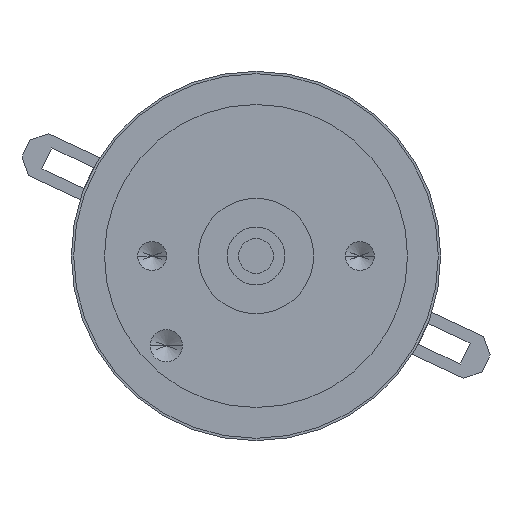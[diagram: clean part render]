
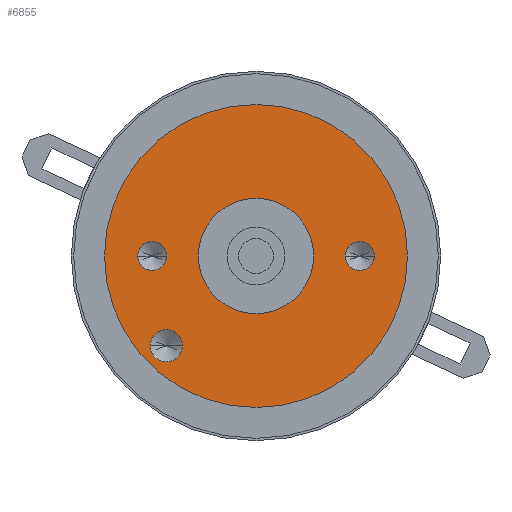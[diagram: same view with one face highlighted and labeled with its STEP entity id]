
A CAD part, left-side view. The second image highlights one B-rep face of the part: STEP entity #6855.
In plain terms, the highlighted planar face has unit normal (-1, 0, 0).
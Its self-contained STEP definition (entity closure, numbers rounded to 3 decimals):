
#2572=CARTESIAN_POINT('',(0.,0.,0.));
#2573=DIRECTION('',(-1.,0.,0.));
#2574=DIRECTION('',(0.,1.,0.));
#2575=AXIS2_PLACEMENT_3D('',#2572,#2573,#2574);
#2580=CARTESIAN_POINT('',(0.,0.,0.));
#2581=DIRECTION('',(1.,0.,0.));
#2582=DIRECTION('',(0.,1.,0.));
#2583=AXIS2_PLACEMENT_3D('',#2580,#2581,#2582);
#2588=CARTESIAN_POINT('',(0.,4.5,0.));
#2589=DIRECTION('',(-1.,0.,0.));
#2590=DIRECTION('',(0.,1.,0.));
#2591=AXIS2_PLACEMENT_3D('',#2588,#2589,#2590);
#2596=CARTESIAN_POINT('',(0.,4.5,0.));
#2597=DIRECTION('',(-1.,0.,0.));
#2598=DIRECTION('',(0.,-1.,0.));
#2599=AXIS2_PLACEMENT_3D('',#2596,#2597,#2598);
#2604=CARTESIAN_POINT('',(0.,-4.5,0.));
#2605=DIRECTION('',(-1.,0.,0.));
#2606=DIRECTION('',(0.,-1.,0.));
#2607=AXIS2_PLACEMENT_3D('',#2604,#2605,#2606);
#2612=CARTESIAN_POINT('',(0.,-4.5,0.));
#2613=DIRECTION('',(-1.,0.,0.));
#2614=DIRECTION('',(0.,1.,0.));
#2615=AXIS2_PLACEMENT_3D('',#2612,#2613,#2614);
#2620=CARTESIAN_POINT('',(0.,3.889,-3.889));
#2621=DIRECTION('',(-1.,0.,0.));
#2622=DIRECTION('',(0.,1.,0.));
#2623=AXIS2_PLACEMENT_3D('',#2620,#2621,#2622);
#2628=CARTESIAN_POINT('',(0.,3.889,-3.889));
#2629=DIRECTION('',(-1.,0.,0.));
#2630=DIRECTION('',(0.,-1.,0.));
#2631=AXIS2_PLACEMENT_3D('',#2628,#2629,#2630);
#2636=CARTESIAN_POINT('',(0.,0.,0.));
#2637=DIRECTION('',(1.,0.,0.));
#2638=DIRECTION('',(0.,1.,0.));
#2639=AXIS2_PLACEMENT_3D('',#2636,#2637,#2638);
#2658=CARTESIAN_POINT('',(0.,0.,0.));
#2659=DIRECTION('',(-1.,0.,0.));
#2660=DIRECTION('',(0.,1.,0.));
#2661=AXIS2_PLACEMENT_3D('',#2658,#2659,#2660);
#4177=CARTESIAN_POINT('',(0.,2.5,0.));
#4179=VERTEX_POINT('',#4177);
#4181=CARTESIAN_POINT('',(0.,-2.5,0.));
#4183=VERTEX_POINT('',#4181);
#4210=CARTESIAN_POINT('',(0.,6.565,0.));
#4212=VERTEX_POINT('',#4210);
#4214=CARTESIAN_POINT('',(0.,-6.565,0.));
#4216=VERTEX_POINT('',#4214);
#4237=CARTESIAN_POINT('',(0.,4.589,-3.889));
#4238=CARTESIAN_POINT('',(0.,3.189,-3.889));
#4239=VERTEX_POINT('',#4237);
#4240=VERTEX_POINT('',#4238);
#4247=CARTESIAN_POINT('',(0.,5.125,0.));
#4248=CARTESIAN_POINT('',(0.,3.875,0.));
#4249=VERTEX_POINT('',#4247);
#4250=VERTEX_POINT('',#4248);
#4251=CARTESIAN_POINT('',(0.,-5.125,0.));
#4252=CARTESIAN_POINT('',(0.,-3.875,0.));
#4253=VERTEX_POINT('',#4251);
#4254=VERTEX_POINT('',#4252);
#6822=CARTESIAN_POINT('',(0.,0.,0.));
#6823=DIRECTION('',(1.,0.,0.));
#6824=DIRECTION('',(0.,-1.,0.));
#6825=AXIS2_PLACEMENT_3D('',#6822,#6823,#6824);
#6826=PLANE('',#6825);
#6827=ORIENTED_EDGE('',*,*,#6815,.F.);
#6828=ORIENTED_EDGE('',*,*,#6804,.T.);
#6829=EDGE_LOOP('',(#6827,#6828));
#6830=FACE_OUTER_BOUND('',#6829,.F.);
#6832=ORIENTED_EDGE('',*,*,#6831,.F.);
#6834=ORIENTED_EDGE('',*,*,#6833,.T.);
#6835=EDGE_LOOP('',(#6832,#6834));
#6836=FACE_BOUND('',#6835,.F.);
#6838=ORIENTED_EDGE('',*,*,#6837,.T.);
#6840=ORIENTED_EDGE('',*,*,#6839,.T.);
#6841=EDGE_LOOP('',(#6838,#6840));
#6842=FACE_BOUND('',#6841,.F.);
#6844=ORIENTED_EDGE('',*,*,#6843,.T.);
#6846=ORIENTED_EDGE('',*,*,#6845,.T.);
#6847=EDGE_LOOP('',(#6844,#6846));
#6848=FACE_BOUND('',#6847,.F.);
#6850=ORIENTED_EDGE('',*,*,#6849,.T.);
#6852=ORIENTED_EDGE('',*,*,#6851,.T.);
#6853=EDGE_LOOP('',(#6850,#6852));
#6854=FACE_BOUND('',#6853,.F.);
#6855=ADVANCED_FACE('',(#6830,#6836,#6842,#6848,#6854),#6826,.F.);
#2576=CIRCLE('',#2575,6.565);
#2584=CIRCLE('',#2583,6.565);
#2592=CIRCLE('',#2591,0.625);
#2600=CIRCLE('',#2599,0.625);
#2608=CIRCLE('',#2607,0.625);
#2616=CIRCLE('',#2615,0.625);
#2624=CIRCLE('',#2623,0.7);
#2632=CIRCLE('',#2631,0.7);
#2640=CIRCLE('',#2639,2.5);
#2662=CIRCLE('',#2661,2.5);
#6804=EDGE_CURVE('',#4212,#4216,#2584,.T.);
#6815=EDGE_CURVE('',#4212,#4216,#2576,.T.);
#6831=EDGE_CURVE('',#4179,#4183,#2640,.T.);
#6833=EDGE_CURVE('',#4179,#4183,#2662,.T.);
#6837=EDGE_CURVE('',#4249,#4250,#2592,.T.);
#6839=EDGE_CURVE('',#4250,#4249,#2600,.T.);
#6843=EDGE_CURVE('',#4253,#4254,#2608,.T.);
#6845=EDGE_CURVE('',#4254,#4253,#2616,.T.);
#6849=EDGE_CURVE('',#4239,#4240,#2624,.T.);
#6851=EDGE_CURVE('',#4240,#4239,#2632,.T.);
